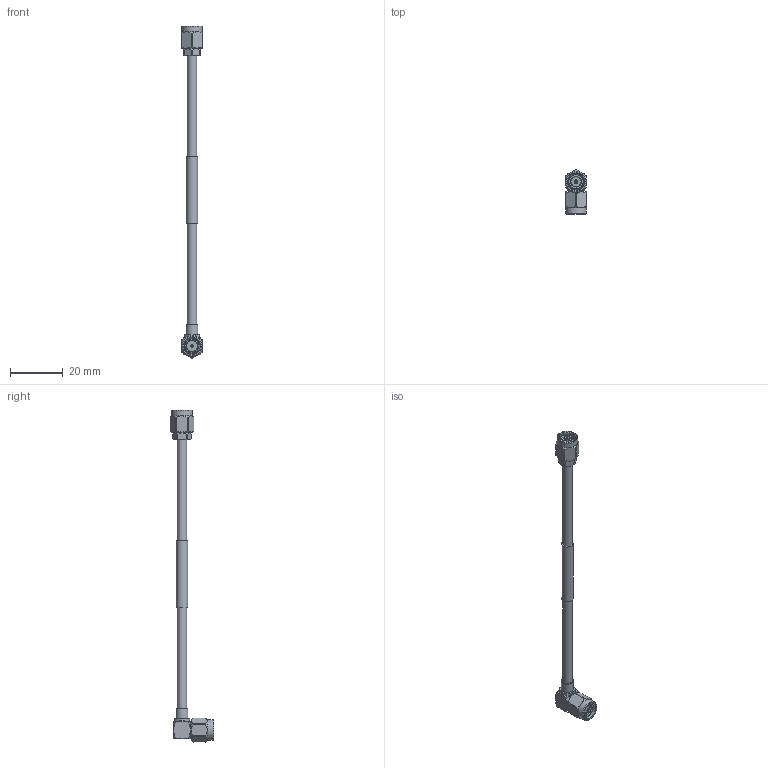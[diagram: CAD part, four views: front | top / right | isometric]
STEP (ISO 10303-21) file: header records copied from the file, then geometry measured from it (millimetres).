
FILE_DESCRIPTION (( 'STEP AP203' ), '1' );
FILE_NAME ('PE39425_3D.step', '2021-03-17T15:49:49', ( '' ), ( '' ), 'SwSTEP 2.0', 'SolidWorks 2020', '' );
FILE_SCHEMA (( 'CONFIG_CONTROL_DESIGN' ));
Length unit declared in the file: inch
Products named in the file (5): Center Heat Shrink^PE39425; PE44693^PE39425; PE44691^PE39425; PE-SR402FL^PE39425_PE-SR402FL; PE39425_3D
Assembly tree (4 placements, depth 2):
  PE39425_3D
    PE-SR402FL^PE39425_PE-SR402FL
    PE44691^PE39425
    PE44693^PE39425
    Center Heat Shrink^PE39425
Bounding box: 7.94 x 16.54 x 125.55 mm (x, y, z)
Volume: 2478.4 mm3; surface area: 2971.1 mm2
Topology: 5 solids, 5 shells, 260 faces, 670 edges, 437 vertices
Faces by surface type: plane 169, cylinder 47, cone 34, bspline 6, torus 4
Full cylindrical faces by diameter (mm): 0.914 x1, 0.94 x1, 1.448 x1, 3.48 x1, 3.581 x2, 3.658 x1, 3.683 x1, 4.064 x1, 4.343 x1, 4.496 x1, 4.572 x1, 4.827 x1, 5.207 x1, 5.829 x1, 6.35 x10, 7.812 x1, 7.88 x1
Entity records: 10029 total; most frequent: CARTESIAN_POINT 3747, ORIENTED_EDGE 1188, DIRECTION 1122, EDGE_CURVE 594, VERTEX_POINT 406, LINE 400, VECTOR 400, AXIS2_PLACEMENT_3D 361
